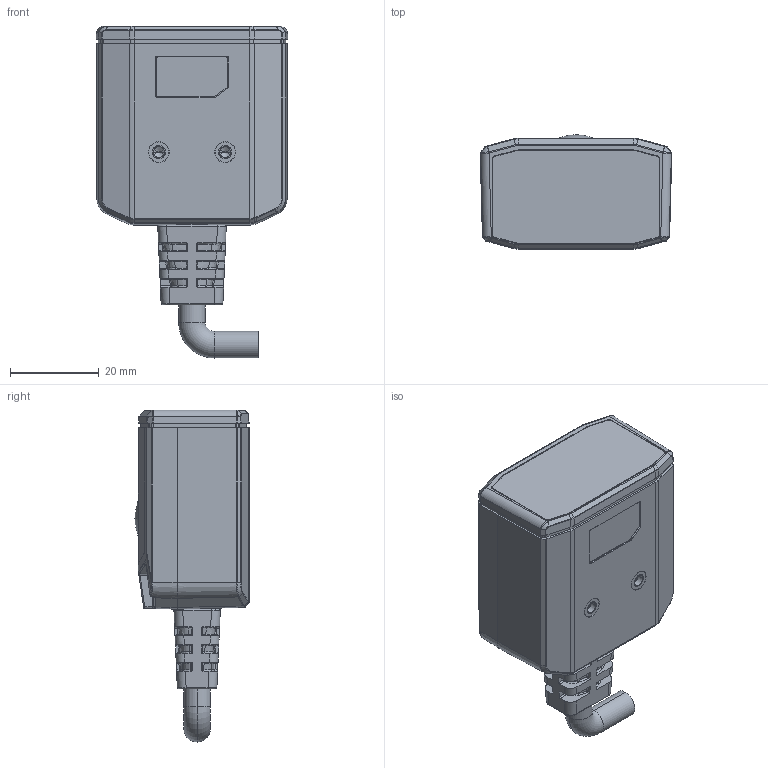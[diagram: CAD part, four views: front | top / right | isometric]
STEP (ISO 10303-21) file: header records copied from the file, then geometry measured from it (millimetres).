
FILE_DESCRIPTION((''),'2;1');
FILE_NAME('ID2000E_WENDANG3','2022-01-17T19:46:10',('lizhenhao5'),(''),'CREO PARAMETRIC BY PTC INC, 2020044','CREO PARAMETRIC BY PTC INC, 2020044','');
FILE_SCHEMA(('CONFIG_CONTROL_DESIGN'));
Length unit declared in the file: millimetre
Products named in the file (1): ID2000E_WENDANG3
Bounding box: 43.27 x 25.8 x 75 mm (x, y, z)
Volume: 17943.7 mm3; surface area: 18872.2 mm2
Topology: 9 solids, 14 shells, 1002 faces, 2422 edges, 1441 vertices
Faces by surface type: plane 295, cylinder 267, bspline 253, cone 83, sphere 54, torus 50
Entity records: 39187 total; most frequent: CARTESIAN_POINT 18046, ORIENTED_EDGE 4730, DIRECTION 3768, EDGE_CURVE 2408, VERTEX_POINT 1433, AXIS2_PLACEMENT_3D 1360, VECTOR 1048, LINE 1048
